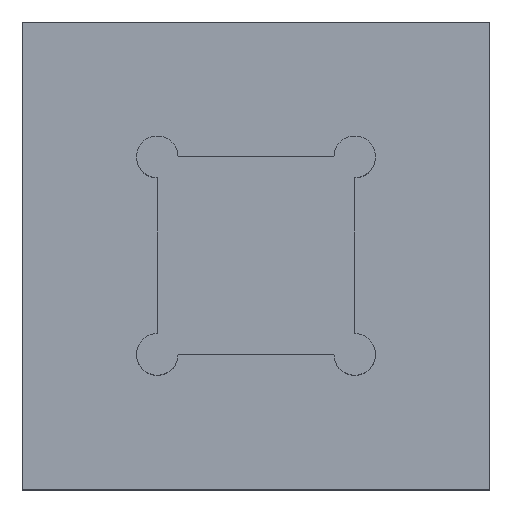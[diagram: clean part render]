
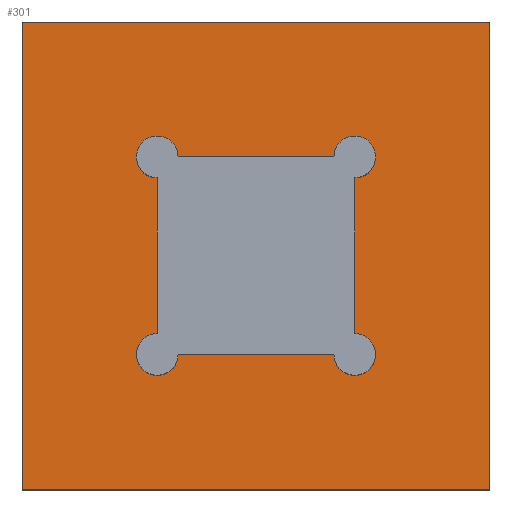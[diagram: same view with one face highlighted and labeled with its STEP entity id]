
A CAD part, top view. The second image highlights one B-rep face of the part: STEP entity #301.
In plain terms, the highlighted planar face has unit normal (0, 0, 1).
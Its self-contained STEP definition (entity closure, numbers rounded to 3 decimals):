
#31=LINE('',#463,#59);
#33=LINE('',#467,#61);
#35=LINE('',#471,#63);
#37=LINE('',#475,#65);
#38=LINE('',#480,#66);
#39=LINE('',#484,#67);
#40=LINE('',#488,#68);
#41=LINE('',#492,#69);
#59=VECTOR('',#376,1000.);
#61=VECTOR('',#380,1000.);
#63=VECTOR('',#384,1000.);
#65=VECTOR('',#388,1000.);
#66=VECTOR('',#393,1000.);
#67=VECTOR('',#396,1000.);
#68=VECTOR('',#399,1000.);
#69=VECTOR('',#402,1000.);
#108=ORIENTED_EDGE('',*,*,#175,.F.);
#109=ORIENTED_EDGE('',*,*,#176,.F.);
#110=ORIENTED_EDGE('',*,*,#177,.F.);
#111=ORIENTED_EDGE('',*,*,#178,.F.);
#112=ORIENTED_EDGE('',*,*,#179,.F.);
#113=ORIENTED_EDGE('',*,*,#180,.F.);
#114=ORIENTED_EDGE('',*,*,#181,.F.);
#115=ORIENTED_EDGE('',*,*,#182,.F.);
#116=ORIENTED_EDGE('',*,*,#168,.F.);
#117=ORIENTED_EDGE('',*,*,#174,.F.);
#118=ORIENTED_EDGE('',*,*,#172,.F.);
#119=ORIENTED_EDGE('',*,*,#170,.F.);
#168=EDGE_CURVE('',#206,#207,#31,.T.);
#170=EDGE_CURVE('',#207,#208,#33,.T.);
#172=EDGE_CURVE('',#208,#209,#35,.T.);
#174=EDGE_CURVE('',#209,#206,#37,.T.);
#175=EDGE_CURVE('',#210,#211,#229,.F.);
#176=EDGE_CURVE('',#212,#210,#38,.T.);
#177=EDGE_CURVE('',#213,#212,#230,.F.);
#178=EDGE_CURVE('',#214,#213,#39,.T.);
#179=EDGE_CURVE('',#215,#214,#231,.F.);
#180=EDGE_CURVE('',#216,#215,#40,.T.);
#181=EDGE_CURVE('',#217,#216,#232,.F.);
#182=EDGE_CURVE('',#211,#217,#41,.T.);
#206=VERTEX_POINT('',#462);
#207=VERTEX_POINT('',#464);
#208=VERTEX_POINT('',#468);
#209=VERTEX_POINT('',#472);
#210=VERTEX_POINT('',#478);
#211=VERTEX_POINT('',#479);
#212=VERTEX_POINT('',#481);
#213=VERTEX_POINT('',#483);
#214=VERTEX_POINT('',#485);
#215=VERTEX_POINT('',#487);
#216=VERTEX_POINT('',#489);
#217=VERTEX_POINT('',#491);
#229=CIRCLE('',#336,2.);
#230=CIRCLE('',#337,2.);
#231=CIRCLE('',#338,2.);
#232=CIRCLE('',#339,2.);
#248=EDGE_LOOP('',(#108,#109,#110,#111,#112,#113,#114,#115));
#249=EDGE_LOOP('',(#116,#117,#118,#119));
#270=FACE_BOUND('',#248,.T.);
#271=FACE_BOUND('',#249,.T.);
#287=PLANE('',#335);
#301=ADVANCED_FACE('',(#270,#271),#287,.F.);
#335=AXIS2_PLACEMENT_3D('',#476,#389,#390);
#336=AXIS2_PLACEMENT_3D('',#477,#391,#392);
#337=AXIS2_PLACEMENT_3D('',#482,#394,#395);
#338=AXIS2_PLACEMENT_3D('',#486,#397,#398);
#339=AXIS2_PLACEMENT_3D('',#490,#400,#401);
#376=DIRECTION('',(-1.,0.,0.));
#380=DIRECTION('',(0.,1.,0.));
#384=DIRECTION('',(1.,0.,0.));
#388=DIRECTION('',(0.,-1.,0.));
#389=DIRECTION('',(0.,0.,-1.));
#390=DIRECTION('',(-1.,0.,0.));
#391=DIRECTION('',(0.,0.,-1.));
#392=DIRECTION('',(-1.,0.,0.));
#393=DIRECTION('',(1.,0.,0.));
#394=DIRECTION('',(0.,0.,-1.));
#395=DIRECTION('',(-1.,0.,0.));
#396=DIRECTION('',(0.,-1.,0.));
#397=DIRECTION('',(0.,0.,-1.));
#398=DIRECTION('',(-1.,0.,0.));
#399=DIRECTION('',(-1.,0.,0.));
#400=DIRECTION('',(0.,0.,-1.));
#401=DIRECTION('',(-1.,0.,0.));
#402=DIRECTION('',(0.,1.,0.));
#462=CARTESIAN_POINT('',(22.5,-22.5,-18.5));
#463=CARTESIAN_POINT('',(22.5,-22.5,-18.5));
#464=CARTESIAN_POINT('',(-22.5,-22.5,-18.5));
#467=CARTESIAN_POINT('',(-22.5,-22.5,-18.5));
#468=CARTESIAN_POINT('',(-22.5,22.5,-18.5));
#471=CARTESIAN_POINT('',(-22.5,22.5,-18.5));
#472=CARTESIAN_POINT('',(22.5,22.5,-18.5));
#475=CARTESIAN_POINT('',(22.5,22.5,-18.5));
#476=CARTESIAN_POINT('',(0.,0.,-18.5));
#477=CARTESIAN_POINT('',(9.5,-9.5,-18.5));
#478=CARTESIAN_POINT('',(7.5,-9.5,-18.5));
#479=CARTESIAN_POINT('',(9.5,-7.5,-18.5));
#480=CARTESIAN_POINT('',(-7.5,-9.5,-18.5));
#481=CARTESIAN_POINT('',(-7.5,-9.5,-18.5));
#482=CARTESIAN_POINT('',(-9.5,-9.5,-18.5));
#483=CARTESIAN_POINT('',(-9.5,-7.5,-18.5));
#484=CARTESIAN_POINT('',(-9.5,7.5,-18.5));
#485=CARTESIAN_POINT('',(-9.5,7.5,-18.5));
#486=CARTESIAN_POINT('',(-9.5,9.5,-18.5));
#487=CARTESIAN_POINT('',(-7.5,9.5,-18.5));
#488=CARTESIAN_POINT('',(7.5,9.5,-18.5));
#489=CARTESIAN_POINT('',(7.5,9.5,-18.5));
#490=CARTESIAN_POINT('',(9.5,9.5,-18.5));
#491=CARTESIAN_POINT('',(9.5,7.5,-18.5));
#492=CARTESIAN_POINT('',(9.5,-7.5,-18.5));
